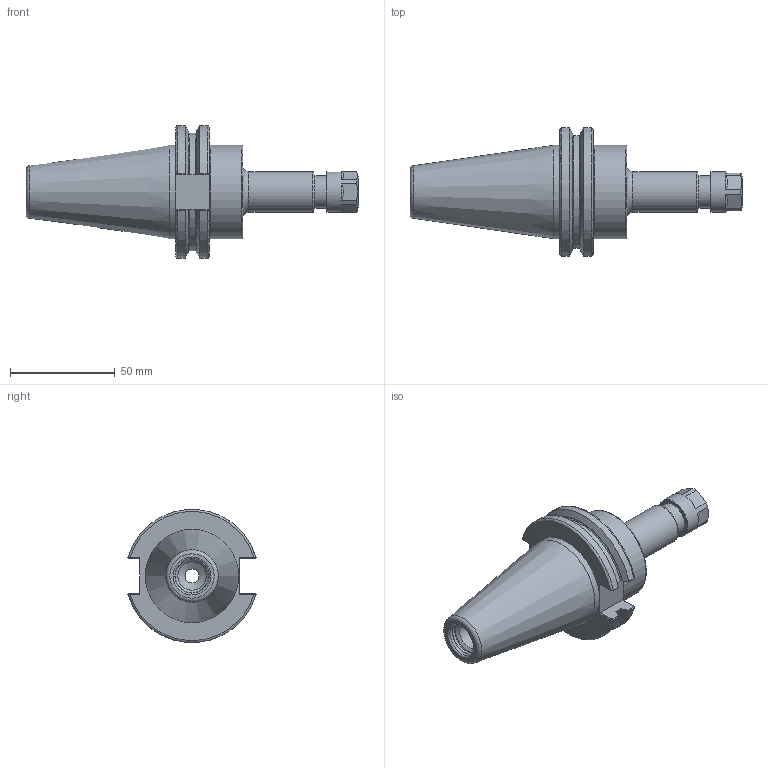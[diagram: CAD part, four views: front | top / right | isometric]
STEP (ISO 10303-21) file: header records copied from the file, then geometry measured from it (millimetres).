
FILE_DESCRIPTION(/* description */ (''),/* implementation_level */ '2;1');
FILE_NAME(/* name */ 'CAT40-SX06-0354-D.stp',/* time_stamp */ '2020-10-30T11:05:32-05:00',/* author */ ('ldfli'),/* organization */ ('Pioneer N.A.'),/* preprocessor_version */ 'ST-DEVELOPER v18.1',/* originating_system */ 'Autodesk Inventor LT',/* authorisation */ '');
FILE_SCHEMA (('AUTOMOTIVE_DESIGN { 1 0 10303 214 3 1 1 }'));
Length unit declared in the file: millimetre
Products named in the file (1): CAT40-SX06-0354
Bounding box: 158.25 x 61.14 x 63.31 mm (x, y, z)
Volume: 142620.9 mm3; surface area: 27493.5 mm2
Topology: 2 solids, 2 shells, 132 faces, 381 edges, 261 vertices
Faces by surface type: plane 51, cylinder 22, cone 22, torus 21, bspline 16
Full cylindrical faces by diameter (mm): 6.647 x1, 8.2 x1, 8.986 x1, 10 x1, 11 x1, 13.494 x1, 14.5 x1, 15.5 x1, 15.8 x1, 16.2 x1, 16.3 x1, 16.8 x1, 19.5 x2, 44.45 x2
Entity records: 5173 total; most frequent: CARTESIAN_POINT 1693, ORIENTED_EDGE 760, DIRECTION 711, EDGE_CURVE 380, AXIS2_PLACEMENT_3D 290, VERTEX_POINT 261, CIRCLE 173, EDGE_LOOP 145
